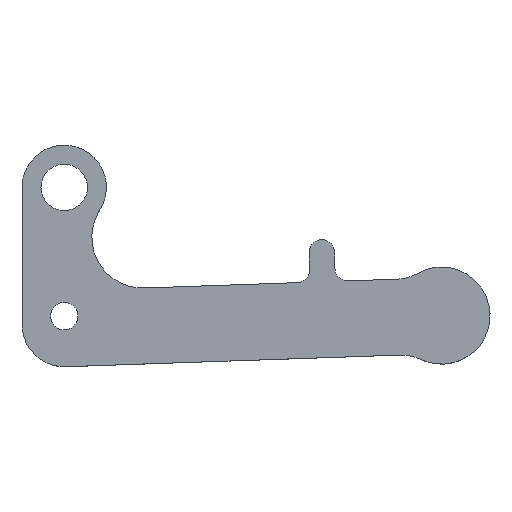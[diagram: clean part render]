
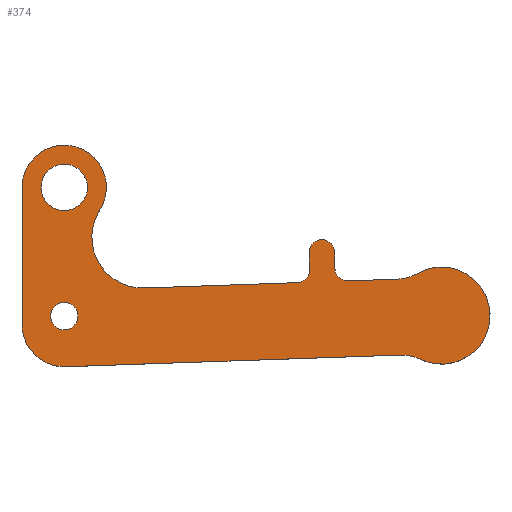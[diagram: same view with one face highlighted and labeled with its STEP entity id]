
A CAD part, top view. The second image highlights one B-rep face of the part: STEP entity #374.
In plain terms, the highlighted planar face has unit normal (0, 0, 1).
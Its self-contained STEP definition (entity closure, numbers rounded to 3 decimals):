
#17=FACE_BOUND('',#59,.T.);
#18=FACE_BOUND('',#60,.T.);
#23=PLANE('',#431);
#36=FACE_OUTER_BOUND('',#58,.T.);
#58=EDGE_LOOP('',(#295,#296,#297,#298,#299,#300,#301,#302,#303,#304,#305,
#306,#307,#308,#309,#310));
#59=EDGE_LOOP('',(#311));
#60=EDGE_LOOP('',(#312));
#77=LINE('',#596,#107);
#83=LINE('',#627,#113);
#86=LINE('',#635,#116);
#89=LINE('',#645,#119);
#90=LINE('',#649,#120);
#91=LINE('',#653,#121);
#107=VECTOR('',#477,10.);
#113=VECTOR('',#505,10.);
#116=VECTOR('',#514,10.);
#119=VECTOR('',#525,10.);
#120=VECTOR('',#528,10.);
#121=VECTOR('',#531,10.);
#131=CIRCLE('',#406,5.);
#133=CIRCLE('',#409,5.75);
#136=CIRCLE('',#413,5.);
#146=CIRCLE('',#427,5.);
#147=CIRCLE('',#430,5.);
#148=CIRCLE('',#432,1.5);
#149=CIRCLE('',#433,1.5);
#150=CIRCLE('',#434,1.5);
#151=CIRCLE('',#435,6.);
#152=CIRCLE('',#436,8.);
#153=CIRCLE('',#437,2.75);
#154=CIRCLE('',#438,1.625);
#155=VERTEX_POINT('',#571);
#156=VERTEX_POINT('',#572);
#159=VERTEX_POINT('',#580);
#162=VERTEX_POINT('',#588);
#164=VERTEX_POINT('',#594);
#178=VERTEX_POINT('',#626);
#179=VERTEX_POINT('',#630);
#180=VERTEX_POINT('',#634);
#181=VERTEX_POINT('',#638);
#182=VERTEX_POINT('',#642);
#183=VERTEX_POINT('',#644);
#184=VERTEX_POINT('',#646);
#185=VERTEX_POINT('',#648);
#186=VERTEX_POINT('',#650);
#187=VERTEX_POINT('',#652);
#188=VERTEX_POINT('',#654);
#189=VERTEX_POINT('',#657);
#190=VERTEX_POINT('',#659);
#191=EDGE_CURVE('',#155,#156,#131,.T.);
#195=EDGE_CURVE('',#156,#159,#133,.T.);
#199=EDGE_CURVE('',#159,#162,#136,.T.);
#203=EDGE_CURVE('',#164,#155,#77,.T.);
#218=EDGE_CURVE('',#162,#178,#83,.T.);
#220=EDGE_CURVE('',#178,#179,#146,.T.);
#222=EDGE_CURVE('',#179,#180,#86,.T.);
#224=EDGE_CURVE('',#180,#181,#147,.T.);
#226=EDGE_CURVE('',#182,#164,#148,.T.);
#227=EDGE_CURVE('',#182,#183,#89,.T.);
#228=EDGE_CURVE('',#184,#183,#149,.T.);
#229=EDGE_CURVE('',#184,#185,#90,.T.);
#230=EDGE_CURVE('',#186,#185,#150,.T.);
#231=EDGE_CURVE('',#186,#187,#91,.T.);
#232=EDGE_CURVE('',#187,#188,#151,.F.);
#233=EDGE_CURVE('',#181,#188,#152,.T.);
#234=EDGE_CURVE('',#189,#189,#153,.T.);
#235=EDGE_CURVE('',#190,#190,#154,.T.);
#295=ORIENTED_EDGE('',*,*,#199,.F.);
#296=ORIENTED_EDGE('',*,*,#195,.F.);
#297=ORIENTED_EDGE('',*,*,#191,.F.);
#298=ORIENTED_EDGE('',*,*,#203,.F.);
#299=ORIENTED_EDGE('',*,*,#226,.F.);
#300=ORIENTED_EDGE('',*,*,#227,.T.);
#301=ORIENTED_EDGE('',*,*,#228,.F.);
#302=ORIENTED_EDGE('',*,*,#229,.T.);
#303=ORIENTED_EDGE('',*,*,#230,.F.);
#304=ORIENTED_EDGE('',*,*,#231,.T.);
#305=ORIENTED_EDGE('',*,*,#232,.T.);
#306=ORIENTED_EDGE('',*,*,#233,.F.);
#307=ORIENTED_EDGE('',*,*,#224,.F.);
#308=ORIENTED_EDGE('',*,*,#222,.F.);
#309=ORIENTED_EDGE('',*,*,#220,.F.);
#310=ORIENTED_EDGE('',*,*,#218,.F.);
#311=ORIENTED_EDGE('',*,*,#234,.T.);
#312=ORIENTED_EDGE('',*,*,#235,.T.);
#374=ADVANCED_FACE('',(#36,#17,#18),#23,.T.);
#406=AXIS2_PLACEMENT_3D('',#573,#453,#454);
#409=AXIS2_PLACEMENT_3D('',#581,#461,#462);
#413=AXIS2_PLACEMENT_3D('',#589,#470,#471);
#427=AXIS2_PLACEMENT_3D('',#631,#509,#510);
#430=AXIS2_PLACEMENT_3D('',#639,#518,#519);
#431=AXIS2_PLACEMENT_3D('',#641,#521,#522);
#432=AXIS2_PLACEMENT_3D('',#643,#523,#524);
#433=AXIS2_PLACEMENT_3D('',#647,#526,#527);
#434=AXIS2_PLACEMENT_3D('',#651,#529,#530);
#435=AXIS2_PLACEMENT_3D('',#655,#532,#533);
#436=AXIS2_PLACEMENT_3D('',#656,#534,#535);
#437=AXIS2_PLACEMENT_3D('',#658,#536,#537);
#438=AXIS2_PLACEMENT_3D('',#660,#538,#539);
#453=DIRECTION('center_axis',(0.,0.,1.));
#454=DIRECTION('ref_axis',(0.275,-0.961,0.));
#461=DIRECTION('center_axis',(0.,0.,-1.));
#462=DIRECTION('ref_axis',(1.,0.,0.));
#470=DIRECTION('center_axis',(0.,0.,1.));
#471=DIRECTION('ref_axis',(0.207,0.978,0.));
#477=DIRECTION('',(0.999,0.035,0.));
#505=DIRECTION('',(-0.999,-0.035,0.));
#509=DIRECTION('center_axis',(0.,0.,-1.));
#510=DIRECTION('ref_axis',(-0.695,-0.719,0.));
#514=DIRECTION('',(0.,1.,0.));
#518=DIRECTION('center_axis',(0.,0.,-1.));
#519=DIRECTION('ref_axis',(1.,0.,0.));
#521=DIRECTION('center_axis',(0.,0.,1.));
#522=DIRECTION('ref_axis',(1.,0.,0.));
#523=DIRECTION('center_axis',(0.,0.,1.));
#524=DIRECTION('ref_axis',(0.999,0.035,0.));
#525=DIRECTION('',(-0.035,0.999,0.));
#526=DIRECTION('center_axis',(0.,0.,-1.));
#527=DIRECTION('ref_axis',(-0.731,0.682,0.));
#528=DIRECTION('',(0.035,-0.999,0.));
#529=DIRECTION('center_axis',(0.,0.,1.));
#530=DIRECTION('ref_axis',(0.731,-0.682,0.));
#531=DIRECTION('',(-0.999,-0.035,0.));
#532=DIRECTION('center_axis',(0.,0.,1.));
#533=DIRECTION('ref_axis',(-0.035,0.999,0.));
#534=DIRECTION('center_axis',(0.,0.,1.));
#535=DIRECTION('ref_axis',(-0.961,0.277,0.));
#536=DIRECTION('center_axis',(0.,0.,-1.));
#537=DIRECTION('ref_axis',(-1.,0.,0.));
#538=DIRECTION('center_axis',(0.,0.,-1.));
#539=DIRECTION('ref_axis',(-1.,0.,0.));
#571=CARTESIAN_POINT('',(39.498,-10.868,3.));
#572=CARTESIAN_POINT('',(41.818,-10.205,3.));
#573=CARTESIAN_POINT('Origin',(39.323,-5.872,3.));
#580=CARTESIAN_POINT('',(42.172,-20.359,3.));
#581=CARTESIAN_POINT('Origin',(44.686,-15.188,3.));
#588=CARTESIAN_POINT('',(39.812,-19.859,3.));
#589=CARTESIAN_POINT('Origin',(39.986,-24.856,3.));
#594=CARTESIAN_POINT('',(33.445,-11.08,3.));
#596=CARTESIAN_POINT('',(37.616,-10.934,3.));
#626=CARTESIAN_POINT('',(0.174,-21.243,3.));
#627=CARTESIAN_POINT('',(43.472,-19.731,3.));
#630=CARTESIAN_POINT('',(-5.,-16.246,3.));
#631=CARTESIAN_POINT('Origin',(0.,-16.246,3.));
#634=CARTESIAN_POINT('',(-5.,0.,3.));
#635=CARTESIAN_POINT('',(-5.,-10.597,3.));
#638=CARTESIAN_POINT('',(4.231,-2.665,3.));
#639=CARTESIAN_POINT('Origin',(0.,0.,3.));
#641=CARTESIAN_POINT('Origin',(0.,-8.397,3.));
#642=CARTESIAN_POINT('',(32.074,-9.638,3.));
#643=CARTESIAN_POINT('Origin',(33.573,-9.585,3.));
#644=CARTESIAN_POINT('',(32.004,-7.628,3.));
#645=CARTESIAN_POINT('',(32.126,-11.126,3.));
#646=CARTESIAN_POINT('',(29.005,-7.733,3.));
#647=CARTESIAN_POINT('Origin',(30.504,-7.681,3.));
#648=CARTESIAN_POINT('',(29.075,-9.732,3.));
#649=CARTESIAN_POINT('',(28.953,-6.234,3.));
#650=CARTESIAN_POINT('',(27.628,-11.283,3.));
#651=CARTESIAN_POINT('Origin',(27.576,-9.784,3.));
#652=CARTESIAN_POINT('',(9.482,-11.917,3.));
#653=CARTESIAN_POINT('',(34.874,-11.03,3.));
#654=CARTESIAN_POINT('',(4.089,-2.898,3.));
#655=CARTESIAN_POINT('Origin',(9.272,-5.921,3.));
#656=CARTESIAN_POINT('Origin',(11.,-6.928,3.));
#657=CARTESIAN_POINT('',(2.75,0.,3.));
#658=CARTESIAN_POINT('Origin',(0.,0.,3.));
#659=CARTESIAN_POINT('',(1.625,-15.25,3.));
#660=CARTESIAN_POINT('Origin',(0.,-15.25,3.));
